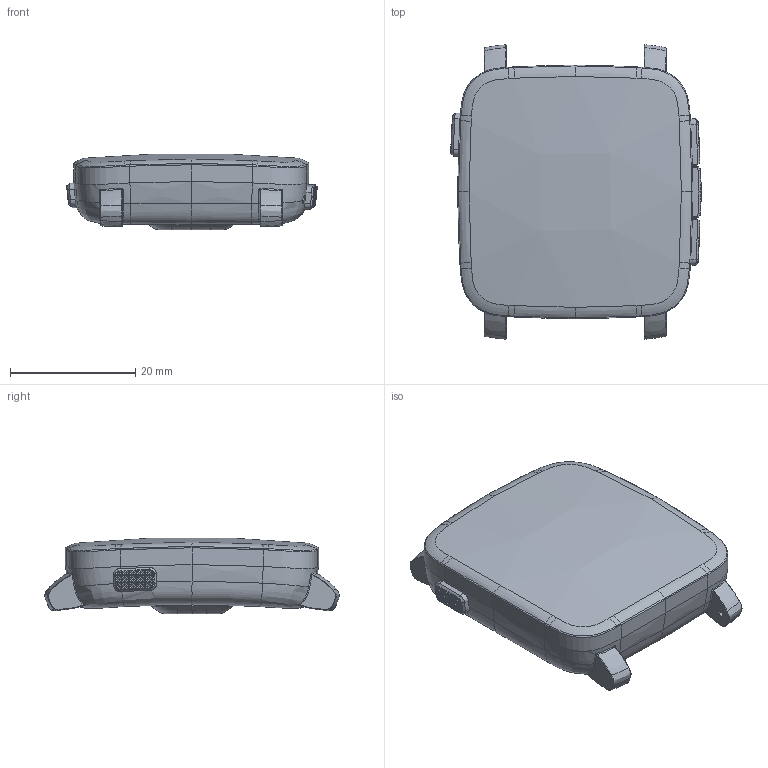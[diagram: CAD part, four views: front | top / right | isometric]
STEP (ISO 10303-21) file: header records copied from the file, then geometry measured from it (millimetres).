
FILE_DESCRIPTION (( 'STEP AP214' ), '1' );
FILE_NAME ('robert-SOLID.STEP', '2016-05-26T19:02:03', ( '' ), ( '' ), 'SwSTEP 2.0', 'SolidWorks 2016', '' );
FILE_SCHEMA (( 'AUTOMOTIVE_DESIGN' ));
Products named in the file (1): robert-SOLID
Bounding box: 39.94 x 46.94 x 12.09 mm (x, y, z)
Volume: 14928.7 mm3; surface area: 4368.2 mm2
Topology: 1 solids, 1 shells, 4342 faces, 10226 edges, 5890 vertices
Faces by surface type: bspline 4266, cylinder 49, plane 25, cone 2
Entity records: 224387 total; most frequent: CARTESIAN_POINT 159940, ORIENTED_EDGE 20452, EDGE_CURVE 10226, B_SPLINE_CURVE_WITH_KNOTS 9967, VERTEX_POINT 5890, EDGE_LOOP 4346, ADVANCED_FACE 4342, FACE_OUTER_BOUND 4342
